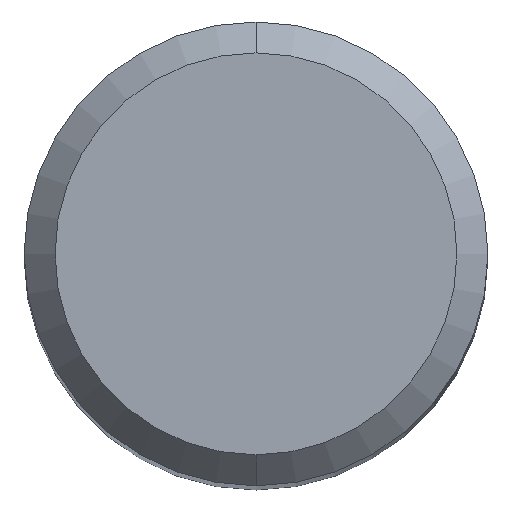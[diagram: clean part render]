
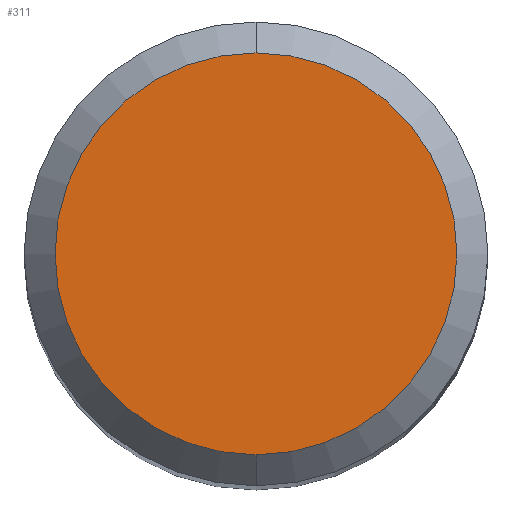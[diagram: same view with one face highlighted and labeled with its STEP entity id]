
A CAD part, top view. The second image highlights one B-rep face of the part: STEP entity #311.
In plain terms, the highlighted planar face has unit normal (0, 0, 1).
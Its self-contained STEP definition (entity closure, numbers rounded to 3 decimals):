
#187=EDGE_CURVE('',#411,#467,#502,.T.);
#311=ADVANCED_FACE('',(#641),#642,.T.);
#411=VERTEX_POINT('',#754);
#455=EDGE_CURVE('',#467,#411,#801,.T.);
#467=VERTEX_POINT('',#815);
#502=CIRCLE('',#844,2.6);
#641=FACE_OUTER_BOUND('',#1089,.T.);
#642=PLANE('',#1090);
#754=CARTESIAN_POINT('',(0.,-2.6,0.0));
#801=CIRCLE('',#1449,2.6);
#815=CARTESIAN_POINT('',(0.0,2.6,0.0));
#844=AXIS2_PLACEMENT_3D('',#1483,#1484,#1485);
#1089=EDGE_LOOP('',(#1654,#1655));
#1090=AXIS2_PLACEMENT_3D('',#1656,#1657,#1658);
#1449=AXIS2_PLACEMENT_3D('',#1820,#1821,#1822);
#1483=CARTESIAN_POINT('',(0.0,0.0,0.0));
#1484=DIRECTION('',(0.0,0.0,-1.0));
#1485=DIRECTION('',(0.0,1.0,0.0));
#1654=ORIENTED_EDGE('',*,*,#455,.F.);
#1655=ORIENTED_EDGE('',*,*,#187,.F.);
#1656=CARTESIAN_POINT('',(0.0,1.3,0.0));
#1657=DIRECTION('',(-0.0,0.0,1.0));
#1658=DIRECTION('',(0.0,-1.0,0.0));
#1820=CARTESIAN_POINT('',(0.0,0.0,0.0));
#1821=DIRECTION('',(0.0,0.0,-1.0));
#1822=DIRECTION('',(0.0,1.0,0.0));
